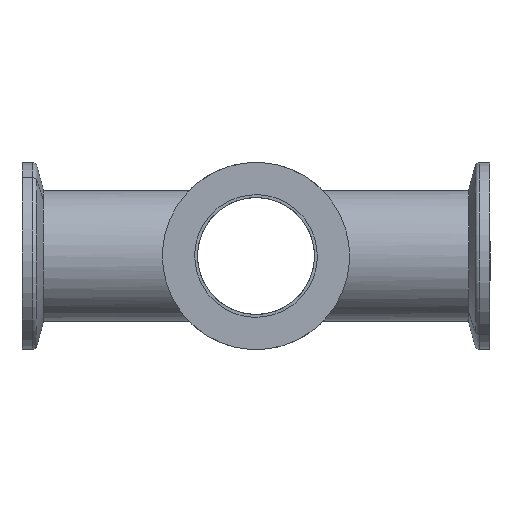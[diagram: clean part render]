
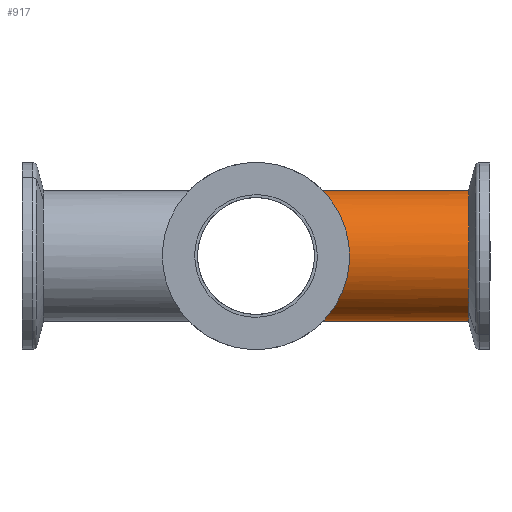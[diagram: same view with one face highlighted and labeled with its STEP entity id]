
A CAD part, front view. The second image highlights one B-rep face of the part: STEP entity #917.
In plain terms, the highlighted cylindrical face has radius 14 mm (diameter 28 mm), a partial arc.
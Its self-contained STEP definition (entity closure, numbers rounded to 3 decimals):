
#7 = CARTESIAN_POINT ( 'NONE',  ( 46.5, 0., -14. ) ) ;
#13 = DIRECTION ( 'NONE',  ( 1., 0., 0. ) ) ;
#123 = EDGE_CURVE ( 'NONE', #998, #264, #269, .T. ) ;
#124 = VERTEX_POINT ( 'NONE', #624 ) ;
#127 = AXIS2_PLACEMENT_3D ( 'NONE', #208, #13, #440 ) ;
#132 = VERTEX_POINT ( 'NONE', #502 ) ;
#186 = CARTESIAN_POINT ( 'NONE',  ( 46.5, 0., 0. ) ) ;
#208 = CARTESIAN_POINT ( 'NONE',  ( 46.5, 0., 0. ) ) ;
#264 = VERTEX_POINT ( 'NONE', #7 ) ;
#269 = CIRCLE ( 'NONE', #127, 14. ) ;
#295 = CARTESIAN_POINT ( 'NONE',  ( 46.5, 0., 14. ) ) ;
#326 =( BOUNDED_CURVE ( )  B_SPLINE_CURVE ( 3, ( #381, #1046, #895, #891 ),
 .UNSPECIFIED., .F., .F. ) 
 B_SPLINE_CURVE_WITH_KNOTS ( ( 4, 4 ),
 ( 1.571, 4.712 ),
 .UNSPECIFIED. ) 
 CURVE ( )  GEOMETRIC_REPRESENTATION_ITEM ( )  RATIONAL_B_SPLINE_CURVE ( ( 1., 0.333, 0.333, 1. ) ) 
 REPRESENTATION_ITEM ( '' )  );
#339 = ORIENTED_EDGE ( 'NONE', *, *, #123, .F. ) ;
#360 = ORIENTED_EDGE ( 'NONE', *, *, #989, .T. ) ;
#381 = CARTESIAN_POINT ( 'NONE',  ( 0., 0., -14. ) ) ;
#392 = VECTOR ( 'NONE', #972, 1000. ) ;
#436 = VECTOR ( 'NONE', #797, 1000. ) ;
#440 = DIRECTION ( 'NONE',  ( 0., 0., -1. ) ) ;
#502 = CARTESIAN_POINT ( 'NONE',  ( 0., 0., -14. ) ) ;
#506 = DIRECTION ( 'NONE',  ( 0., 0., 1. ) ) ;
#530 = AXIS2_PLACEMENT_3D ( 'NONE', #186, #935, #506 ) ;
#546 = CARTESIAN_POINT ( 'NONE',  ( 46.5, 0., 14. ) ) ;
#559 = ORIENTED_EDGE ( 'NONE', *, *, #1031, .F. ) ;
#600 = ORIENTED_EDGE ( 'NONE', *, *, #991, .F. ) ;
#624 = CARTESIAN_POINT ( 'NONE',  ( 0., 0., 14. ) ) ;
#636 = LINE ( 'NONE', #717, #392 ) ;
#717 = CARTESIAN_POINT ( 'NONE',  ( 46.5, 0., -14. ) ) ;
#722 = FACE_OUTER_BOUND ( 'NONE', #975, .T. ) ;
#797 = DIRECTION ( 'NONE',  ( -1., 0., 0. ) ) ;
#835 = LINE ( 'NONE', #546, #436 ) ;
#855 = CYLINDRICAL_SURFACE ( 'NONE', #530, 14. ) ;
#891 = CARTESIAN_POINT ( 'NONE',  ( 0., 0., 14. ) ) ;
#895 = CARTESIAN_POINT ( 'NONE',  ( 28., -28., 14. ) ) ;
#917 = ADVANCED_FACE ( 'NONE', ( #722 ), #855, .T. ) ;
#935 = DIRECTION ( 'NONE',  ( -1., 0., 0. ) ) ;
#972 = DIRECTION ( 'NONE',  ( -1., 0., 0. ) ) ;
#975 = EDGE_LOOP ( 'NONE', ( #559, #339, #360, #600 ) ) ;
#989 = EDGE_CURVE ( 'NONE', #998, #124, #835, .T. ) ;
#991 = EDGE_CURVE ( 'NONE', #132, #124, #326, .T. ) ;
#998 = VERTEX_POINT ( 'NONE', #295 ) ;
#1031 = EDGE_CURVE ( 'NONE', #264, #132, #636, .T. ) ;
#1046 = CARTESIAN_POINT ( 'NONE',  ( 28., -28., -14. ) ) ;
